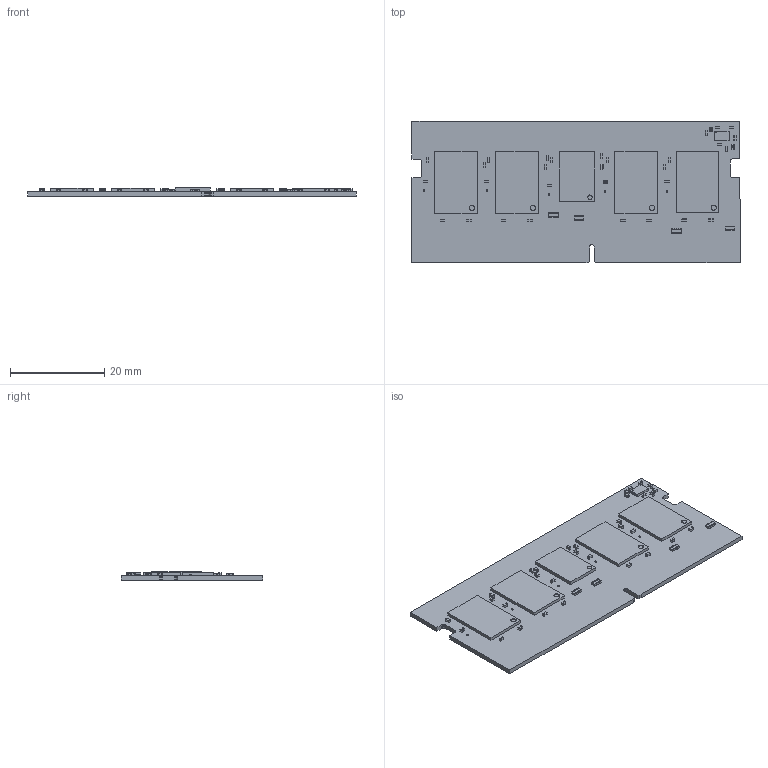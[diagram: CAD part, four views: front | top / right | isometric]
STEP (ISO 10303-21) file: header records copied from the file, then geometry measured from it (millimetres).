
FILE_DESCRIPTION(('KiCad electronic assembly'),'2;1');
FILE_NAME('dimm 64gb ram.step','2023-09-26T13:17:58',('Pcbnew'),('Kicad' ),'Open CASCADE STEP processor 7.6','KiCad to STEP converter', 'Unknown');
FILE_SCHEMA(('AUTOMOTIVE_DESIGN { 1 0 10303 214 1 1 1 1 }'));
Length unit declared in the file: millimetre
Products named in the file (14): dimm 64gb ram 1; GRM155C61E475ME15J; COMPOUND; ERJ-XGNF2400Y; AS4C1G16D4-062BCN; AS4C512M8D4-75BCN; EXB-U28270JX; UFDFPN8_DFN8__2X3_STM; dimm 64gb ram PCB
Assembly tree (54 placements, depth 3):
  dimm 64gb ram 1
    GRM155C61E475ME15J  x32
      COMPOUND
    ERJ-XGNF2400Y  x5
      COMPOUND
    AS4C1G16D4-062BCN  x4
      COMPOUND
    AS4C512M8D4-75BCN
      COMPOUND
    EXB-U28270JX  x4
      COMPOUND
    UFDFPN8_DFN8__2X3_STM
      COMPOUND
    dimm 64gb ram PCB
Bounding box: 69.63 x 30.07 x 1.78 mm (x, y, z)
Volume: 2453.3 mm3; surface area: 6176.4 mm2
Topology: 635 solids, 635 shells, 2529 faces, 6006 edges, 3572 vertices
Faces by surface type: plane 1165, sphere 718, cylinder 646
Full cylindrical faces by diameter (mm): 0.155 x1, 0.938 x1, 1.125 x4
Entity records: 21124 total; most frequent: CARTESIAN_POINT 3142, DIRECTION 2989, LINE 1840, VECTOR 1840, ORIENTED_EDGE 1294, PCURVE 1294, DEFINITIONAL_REPRESENTATION 1294, EDGE_CURVE 647
